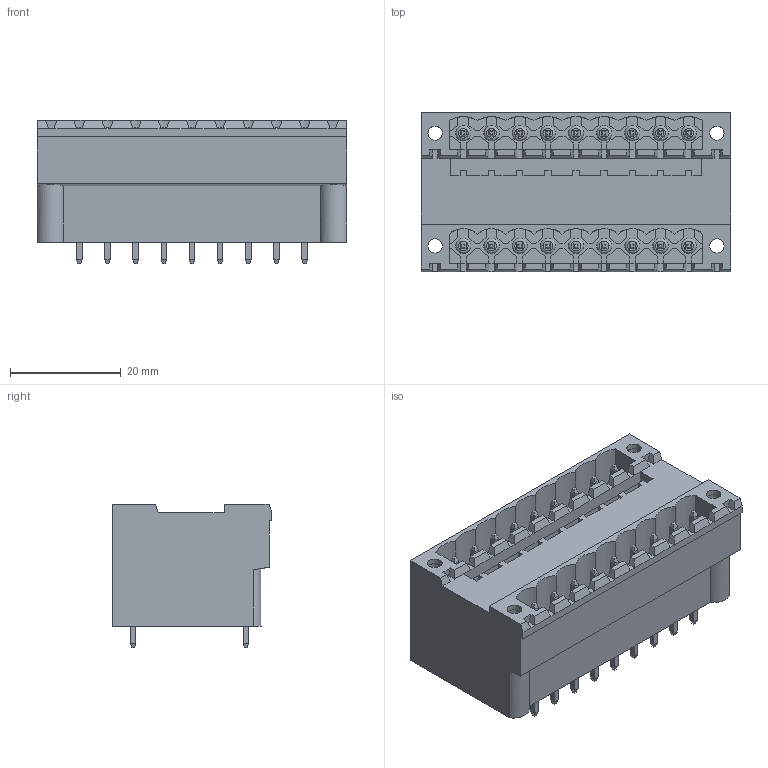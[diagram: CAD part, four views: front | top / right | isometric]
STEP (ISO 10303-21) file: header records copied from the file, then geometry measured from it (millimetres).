
FILE_DESCRIPTION( ( 'Unknown' ), '1' );
FILE_NAME( '691333500018.stp', 'Unknown', ( 'Unknown' ), ( 'Unknown' ), 'PSStep 17.0.49', 'Unknown', ' ' );
FILE_SCHEMA( ( 'AUTOMOTIVE_DESIGN { 1 0 10303 214 1 1 1 1 }' ) );
Length unit declared in the file: millimetre
Products named in the file (5): Assem1; 6913345000xx_PIN; 6913335000xx_INSERT; 691333500018; 691333500018_CAPOT
Assembly tree (24 placements, depth 2):
  Assem1
    6913345000xx_PIN  x18
    6913335000xx_INSERT  x4
    691333500018
    691333500018_CAPOT
Bounding box: 55.88 x 28.8 x 25.9 mm (x, y, z)
Volume: 11845.6 mm3; surface area: 22867.7 mm2
Topology: 24 solids, 24 shells, 1402 faces, 3734 edges, 2420 vertices
Faces by surface type: plane 1282, cylinder 94, torus 26
Full cylindrical faces by diameter (mm): 1.7 x16, 2.6 x8, 2.75 x18
Entity records: 45028 total; most frequent: CARTESIAN_POINT 6588, ORIENTED_EDGE 6204, DIRECTION 5640, EDGE_CURVE 3102, LINE 2852, VECTOR 2852, VERTEX_POINT 2078, AXIS2_PLACEMENT_3D 1394
